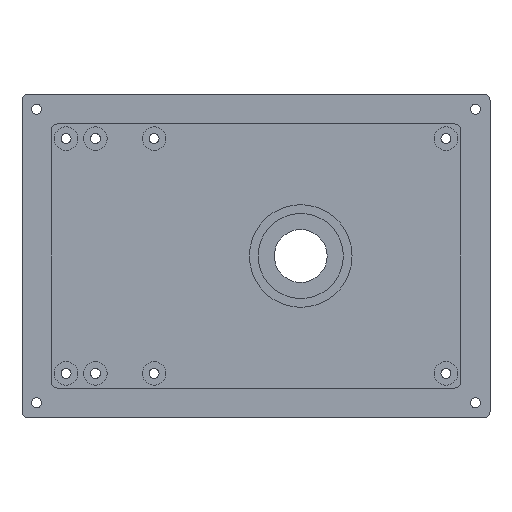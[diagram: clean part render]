
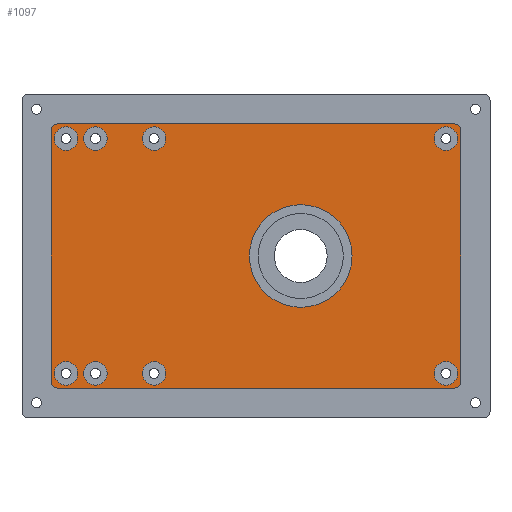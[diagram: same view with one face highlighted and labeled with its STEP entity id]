
A CAD part, front view. The second image highlights one B-rep face of the part: STEP entity #1097.
In plain terms, the highlighted planar face has unit normal (0, -1, 0).
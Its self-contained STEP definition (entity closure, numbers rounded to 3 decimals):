
#51=FACE_BOUND('',#261,.T.);
#52=FACE_BOUND('',#262,.T.);
#53=FACE_BOUND('',#263,.T.);
#54=FACE_BOUND('',#264,.T.);
#55=FACE_BOUND('',#265,.T.);
#56=FACE_BOUND('',#266,.T.);
#57=FACE_BOUND('',#267,.T.);
#58=FACE_BOUND('',#268,.T.);
#59=FACE_BOUND('',#269,.T.);
#88=PLANE('',#1266);
#156=FACE_OUTER_BOUND('',#260,.T.);
#260=EDGE_LOOP('',(#974,#975,#976,#977,#978,#979,#980,#981));
#261=EDGE_LOOP('',(#982));
#262=EDGE_LOOP('',(#983));
#263=EDGE_LOOP('',(#984));
#264=EDGE_LOOP('',(#985));
#265=EDGE_LOOP('',(#986));
#266=EDGE_LOOP('',(#987));
#267=EDGE_LOOP('',(#988));
#268=EDGE_LOOP('',(#989));
#269=EDGE_LOOP('',(#990));
#286=LINE('',#1708,#349);
#290=LINE('',#1720,#353);
#300=LINE('',#1748,#363);
#302=LINE('',#1756,#365);
#349=VECTOR('',#1351,10.);
#353=VECTOR('',#1363,10.);
#363=VECTOR('',#1393,10.);
#365=VECTOR('',#1403,10.);
#418=CIRCLE('',#1151,2.);
#420=CIRCLE('',#1155,2.);
#424=CIRCLE('',#1165,2.);
#426=CIRCLE('',#1169,2.);
#443=CIRCLE('',#1205,4.);
#445=CIRCLE('',#1209,4.);
#447=CIRCLE('',#1213,4.);
#449=CIRCLE('',#1217,4.);
#451=CIRCLE('',#1221,17.5);
#454=CIRCLE('',#1226,4.);
#457=CIRCLE('',#1231,4.);
#460=CIRCLE('',#1236,4.);
#463=CIRCLE('',#1241,4.);
#502=VERTEX_POINT('',#1695);
#503=VERTEX_POINT('',#1696);
#507=VERTEX_POINT('',#1706);
#508=VERTEX_POINT('',#1710);
#511=VERTEX_POINT('',#1718);
#516=VERTEX_POINT('',#1738);
#519=VERTEX_POINT('',#1746);
#520=VERTEX_POINT('',#1750);
#537=VERTEX_POINT('',#1817);
#539=VERTEX_POINT('',#1824);
#541=VERTEX_POINT('',#1831);
#543=VERTEX_POINT('',#1838);
#545=VERTEX_POINT('',#1845);
#548=VERTEX_POINT('',#1854);
#551=VERTEX_POINT('',#1863);
#554=VERTEX_POINT('',#1872);
#557=VERTEX_POINT('',#1881);
#602=EDGE_CURVE('',#502,#503,#418,.T.);
#608=EDGE_CURVE('',#507,#502,#286,.T.);
#609=EDGE_CURVE('',#508,#507,#420,.T.);
#614=EDGE_CURVE('',#511,#508,#290,.T.);
#623=EDGE_CURVE('',#516,#511,#424,.T.);
#628=EDGE_CURVE('',#519,#516,#300,.T.);
#629=EDGE_CURVE('',#520,#519,#426,.T.);
#632=EDGE_CURVE('',#503,#520,#302,.T.);
#660=EDGE_CURVE('',#537,#537,#443,.T.);
#663=EDGE_CURVE('',#539,#539,#445,.T.);
#666=EDGE_CURVE('',#541,#541,#447,.T.);
#669=EDGE_CURVE('',#543,#543,#449,.T.);
#672=EDGE_CURVE('',#545,#545,#451,.T.);
#676=EDGE_CURVE('',#548,#548,#454,.T.);
#680=EDGE_CURVE('',#551,#551,#457,.T.);
#684=EDGE_CURVE('',#554,#554,#460,.T.);
#688=EDGE_CURVE('',#557,#557,#463,.T.);
#974=ORIENTED_EDGE('',*,*,#602,.F.);
#975=ORIENTED_EDGE('',*,*,#608,.F.);
#976=ORIENTED_EDGE('',*,*,#609,.F.);
#977=ORIENTED_EDGE('',*,*,#614,.F.);
#978=ORIENTED_EDGE('',*,*,#623,.F.);
#979=ORIENTED_EDGE('',*,*,#628,.F.);
#980=ORIENTED_EDGE('',*,*,#629,.F.);
#981=ORIENTED_EDGE('',*,*,#632,.F.);
#982=ORIENTED_EDGE('',*,*,#660,.T.);
#983=ORIENTED_EDGE('',*,*,#663,.T.);
#984=ORIENTED_EDGE('',*,*,#666,.T.);
#985=ORIENTED_EDGE('',*,*,#669,.T.);
#986=ORIENTED_EDGE('',*,*,#672,.T.);
#987=ORIENTED_EDGE('',*,*,#676,.T.);
#988=ORIENTED_EDGE('',*,*,#680,.T.);
#989=ORIENTED_EDGE('',*,*,#684,.T.);
#990=ORIENTED_EDGE('',*,*,#688,.T.);
#1097=ADVANCED_FACE('',(#156,#51,#52,#53,#54,#55,#56,#57,#58,#59),#88,.F.);
#1151=AXIS2_PLACEMENT_3D('',#1697,#1341,#1342);
#1155=AXIS2_PLACEMENT_3D('',#1711,#1354,#1355);
#1165=AXIS2_PLACEMENT_3D('',#1739,#1384,#1385);
#1169=AXIS2_PLACEMENT_3D('',#1751,#1396,#1397);
#1205=AXIS2_PLACEMENT_3D('',#1818,#1482,#1483);
#1209=AXIS2_PLACEMENT_3D('',#1825,#1491,#1492);
#1213=AXIS2_PLACEMENT_3D('',#1832,#1500,#1501);
#1217=AXIS2_PLACEMENT_3D('',#1839,#1509,#1510);
#1221=AXIS2_PLACEMENT_3D('',#1846,#1518,#1519);
#1226=AXIS2_PLACEMENT_3D('',#1855,#1529,#1530);
#1231=AXIS2_PLACEMENT_3D('',#1864,#1540,#1541);
#1236=AXIS2_PLACEMENT_3D('',#1873,#1551,#1552);
#1241=AXIS2_PLACEMENT_3D('',#1882,#1562,#1563);
#1266=AXIS2_PLACEMENT_3D('',#1927,#1622,#1623);
#1341=DIRECTION('center_axis',(0.,1.,0.));
#1342=DIRECTION('ref_axis',(-0.707,0.,-0.707));
#1351=DIRECTION('',(-1.,0.,0.));
#1354=DIRECTION('center_axis',(0.,1.,0.));
#1355=DIRECTION('ref_axis',(0.707,0.,-0.707));
#1363=DIRECTION('',(0.,0.,-1.));
#1384=DIRECTION('center_axis',(0.,1.,0.));
#1385=DIRECTION('ref_axis',(0.707,0.,0.707));
#1393=DIRECTION('',(1.,0.,0.));
#1396=DIRECTION('center_axis',(0.,1.,0.));
#1397=DIRECTION('ref_axis',(-0.707,0.,0.707));
#1403=DIRECTION('',(0.,0.,1.));
#1482=DIRECTION('center_axis',(0.,1.,0.));
#1483=DIRECTION('ref_axis',(1.,0.,0.));
#1491=DIRECTION('center_axis',(0.,1.,0.));
#1492=DIRECTION('ref_axis',(1.,0.,0.));
#1500=DIRECTION('center_axis',(0.,1.,0.));
#1501=DIRECTION('ref_axis',(1.,0.,0.));
#1509=DIRECTION('center_axis',(0.,1.,0.));
#1510=DIRECTION('ref_axis',(1.,0.,0.));
#1518=DIRECTION('center_axis',(0.,1.,0.));
#1519=DIRECTION('ref_axis',(1.,0.,0.));
#1529=DIRECTION('center_axis',(0.,1.,0.));
#1530=DIRECTION('ref_axis',(1.,0.,0.));
#1540=DIRECTION('center_axis',(0.,1.,0.));
#1541=DIRECTION('ref_axis',(1.,0.,0.));
#1551=DIRECTION('center_axis',(0.,1.,0.));
#1552=DIRECTION('ref_axis',(1.,0.,0.));
#1562=DIRECTION('center_axis',(0.,1.,0.));
#1563=DIRECTION('ref_axis',(1.,0.,0.));
#1622=DIRECTION('center_axis',(0.,1.,0.));
#1623=DIRECTION('ref_axis',(0.,0.,1.));
#1695=CARTESIAN_POINT('',(-67.75,0.,-45.));
#1696=CARTESIAN_POINT('',(-69.75,0.,-43.));
#1697=CARTESIAN_POINT('Origin',(-67.75,0.,-43.));
#1706=CARTESIAN_POINT('',(67.75,0.,-45.));
#1708=CARTESIAN_POINT('',(69.75,0.,-45.));
#1710=CARTESIAN_POINT('',(69.75,0.,-43.));
#1711=CARTESIAN_POINT('Origin',(67.75,0.,-43.));
#1718=CARTESIAN_POINT('',(69.75,0.,43.));
#1720=CARTESIAN_POINT('',(69.75,0.,45.));
#1738=CARTESIAN_POINT('',(67.75,0.,45.));
#1739=CARTESIAN_POINT('Origin',(67.75,0.,43.));
#1746=CARTESIAN_POINT('',(-67.75,0.,45.));
#1748=CARTESIAN_POINT('',(-69.75,0.,45.));
#1750=CARTESIAN_POINT('',(-69.75,0.,43.));
#1751=CARTESIAN_POINT('Origin',(-67.75,0.,43.));
#1756=CARTESIAN_POINT('',(-69.75,0.,-45.));
#1817=CARTESIAN_POINT('',(-58.75,0.,-40.));
#1818=CARTESIAN_POINT('Origin',(-54.75,0.,-40.));
#1824=CARTESIAN_POINT('',(-38.75,0.,40.));
#1825=CARTESIAN_POINT('Origin',(-34.75,0.,40.));
#1831=CARTESIAN_POINT('',(-38.75,0.,-40.));
#1832=CARTESIAN_POINT('Origin',(-34.75,0.,-40.));
#1838=CARTESIAN_POINT('',(-58.75,0.,40.));
#1839=CARTESIAN_POINT('Origin',(-54.75,0.,40.));
#1845=CARTESIAN_POINT('',(-2.25,0.,0.));
#1846=CARTESIAN_POINT('Origin',(15.25,0.,0.));
#1854=CARTESIAN_POINT('',(60.75,0.,-40.));
#1855=CARTESIAN_POINT('Origin',(64.75,0.,-40.));
#1863=CARTESIAN_POINT('',(-68.75,0.,-40.));
#1864=CARTESIAN_POINT('Origin',(-64.75,0.,-40.));
#1872=CARTESIAN_POINT('',(60.75,0.,40.));
#1873=CARTESIAN_POINT('Origin',(64.75,0.,40.));
#1881=CARTESIAN_POINT('',(-68.75,0.,40.));
#1882=CARTESIAN_POINT('Origin',(-64.75,0.,40.));
#1927=CARTESIAN_POINT('Origin',(0.,0.,0.));
